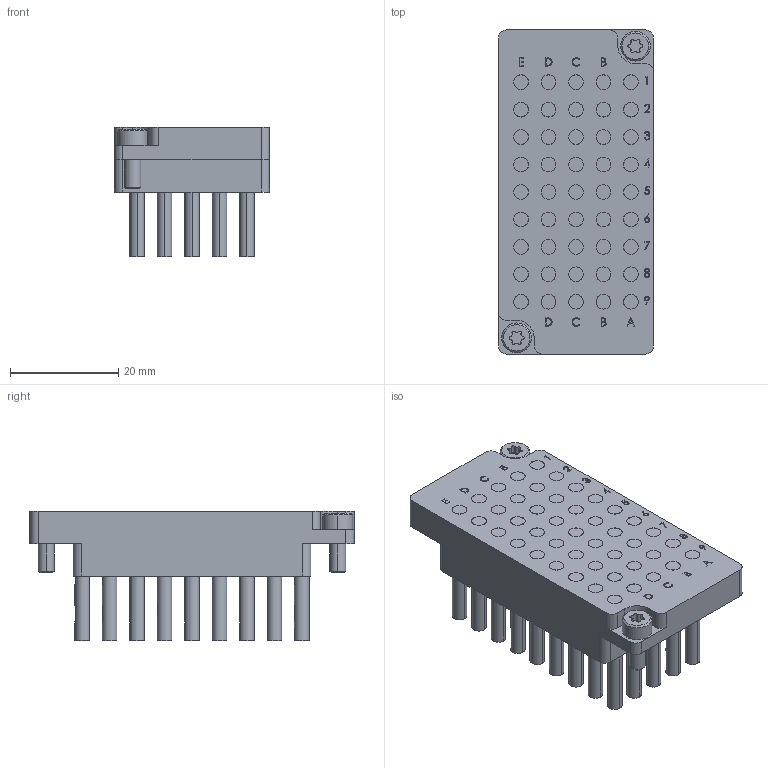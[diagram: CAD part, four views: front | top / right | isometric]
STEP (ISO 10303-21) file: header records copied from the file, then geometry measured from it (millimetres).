
FILE_DESCRIPTION (( 'STEP AP214' ), '1' );
FILE_NAME ('INGUN_29448.STEP', '2023-01-17T12:41:36', ( '' ), ( '' ), 'SwSTEP 2.0', 'SolidWorks 2021', '' );
FILE_SCHEMA (( 'AUTOMOTIVE_DESIGN' ));
Length unit declared in the file: millimetre
Products named in the file (6): DIN912~n_M03,0x008; KS-004-Master__ADA~ks_KS-004 35 G-K; INFO_4639~0_S; INGUN_29448; 27617~5; 27617~5_S
Assembly tree (50 placements, depth 3):
  INGUN_29448
    27617~5_S
      27617~5
      INFO_4639~0_S
    KS-004-Master__ADA~ks_KS-004 35 G-K  x45
    DIN912~n_M03,0x008  x2
Bounding box: 28.7 x 60 x 24.01 mm (x, y, z)
Volume: 20869.2 mm3; surface area: 19646.2 mm2
Topology: 110 solids, 110 shells, 1422 faces, 3316 edges, 2208 vertices
Faces by surface type: cylinder 780, plane 521, bspline 113, cone 8
Entity records: 20648 total; most frequent: CARTESIAN_POINT 9611, ORIENTED_EDGE 2266, DIRECTION 1901, EDGE_CURVE 1133, VERTEX_POINT 754, AXIS2_PLACEMENT_3D 644, LINE 613, VECTOR 613
